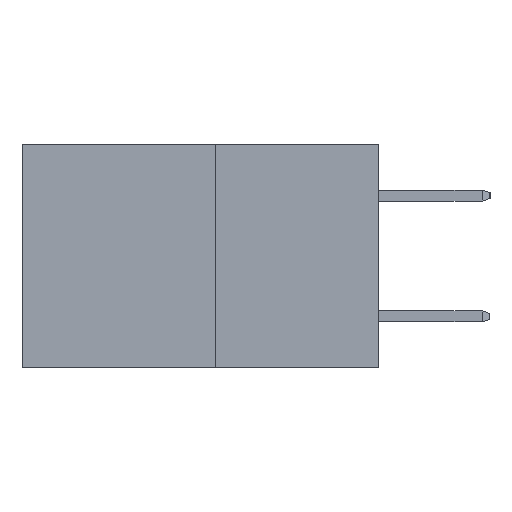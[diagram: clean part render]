
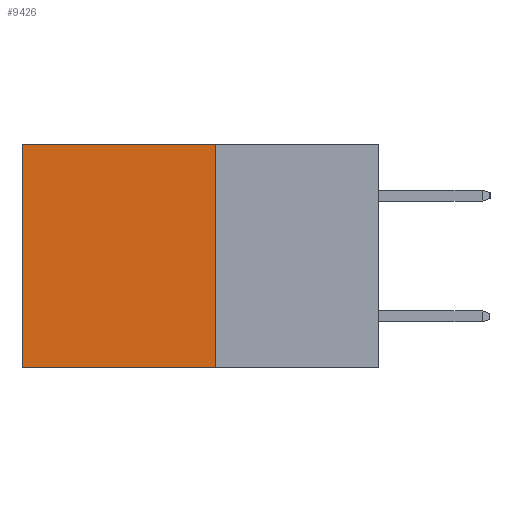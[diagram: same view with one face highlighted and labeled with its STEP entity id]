
A CAD part, left-side view. The second image highlights one B-rep face of the part: STEP entity #9426.
In plain terms, the highlighted planar face has unit normal (-1, 0, 0).
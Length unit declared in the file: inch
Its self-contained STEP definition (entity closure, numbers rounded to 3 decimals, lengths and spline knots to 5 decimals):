
#207 = VERTEX_POINT ( 'NONE', #15678 ) ;
#375 = DIRECTION ( 'NONE',  ( 0., 0., -1. ) ) ;
#436 = VECTOR ( 'NONE', #375, 39.37008 ) ;
#739 = DIRECTION ( 'NONE',  ( 1., 0., 0. ) ) ;
#1260 = CARTESIAN_POINT ( 'NONE',  ( 0.277, 0.59, -0.37 ) ) ;
#2568 = CARTESIAN_POINT ( 'NONE',  ( 0.277, 0.27, 0. ) ) ;
#4171 = ORIENTED_EDGE ( 'NONE', *, *, #6013, .F. ) ;
#6013 = EDGE_CURVE ( 'NONE', #10304, #9724, #23784, .T. ) ;
#8189 = VECTOR ( 'NONE', #13733, 39.37008 ) ;
#9155 = EDGE_CURVE ( 'NONE', #11626, #207, #21121, .T. ) ;
#9241 = CARTESIAN_POINT ( 'NONE',  ( 0.277, 0.27, -0.37 ) ) ;
#9426 = ADVANCED_FACE ( 'NONE', ( #24119 ), #10754, .F. ) ;
#9564 = VECTOR ( 'NONE', #21110, 39.37008 ) ;
#9724 = VERTEX_POINT ( 'NONE', #23309 ) ;
#10304 = VERTEX_POINT ( 'NONE', #9241 ) ;
#10411 = CARTESIAN_POINT ( 'NONE',  ( 0.277, 0.27, -0.37 ) ) ;
#10754 = PLANE ( 'NONE',  #13848 ) ;
#11273 = VECTOR ( 'NONE', #11873, 39.37008 ) ;
#11626 = VERTEX_POINT ( 'NONE', #2568 ) ;
#11873 = DIRECTION ( 'NONE',  ( 0., 1., 0. ) ) ;
#12552 = EDGE_CURVE ( 'NONE', #207, #9724, #14844, .T. ) ;
#12733 = CARTESIAN_POINT ( 'NONE',  ( 0.277, 0.27, -0.37 ) ) ;
#13733 = DIRECTION ( 'NONE',  ( 0., 1., 0. ) ) ;
#13848 = AXIS2_PLACEMENT_3D ( 'NONE', #12733, #739, #14756 ) ;
#14243 = EDGE_CURVE ( 'NONE', #11626, #10304, #23361, .T. ) ;
#14756 = DIRECTION ( 'NONE',  ( 0., 0., -1. ) ) ;
#14844 = LINE ( 'NONE', #1260, #9564 ) ;
#15073 = ORIENTED_EDGE ( 'NONE', *, *, #14243, .F. ) ;
#15678 = CARTESIAN_POINT ( 'NONE',  ( 0.277, 0.59, 0. ) ) ;
#19292 = ORIENTED_EDGE ( 'NONE', *, *, #9155, .T. ) ;
#20999 = ORIENTED_EDGE ( 'NONE', *, *, #12552, .T. ) ;
#21110 = DIRECTION ( 'NONE',  ( 0., 0., -1. ) ) ;
#21121 = LINE ( 'NONE', #23662, #11273 ) ;
#23309 = CARTESIAN_POINT ( 'NONE',  ( 0.277, 0.59, -0.37 ) ) ;
#23361 = LINE ( 'NONE', #10411, #436 ) ;
#23394 = EDGE_LOOP ( 'NONE', ( #20999, #4171, #15073, #19292 ) ) ;
#23662 = CARTESIAN_POINT ( 'NONE',  ( 0.277, 0.27, 0. ) ) ;
#23784 = LINE ( 'NONE', #25385, #8189 ) ;
#24119 = FACE_OUTER_BOUND ( 'NONE', #23394, .T. ) ;
#25385 = CARTESIAN_POINT ( 'NONE',  ( 0.277, 0.27, -0.37 ) ) ;
